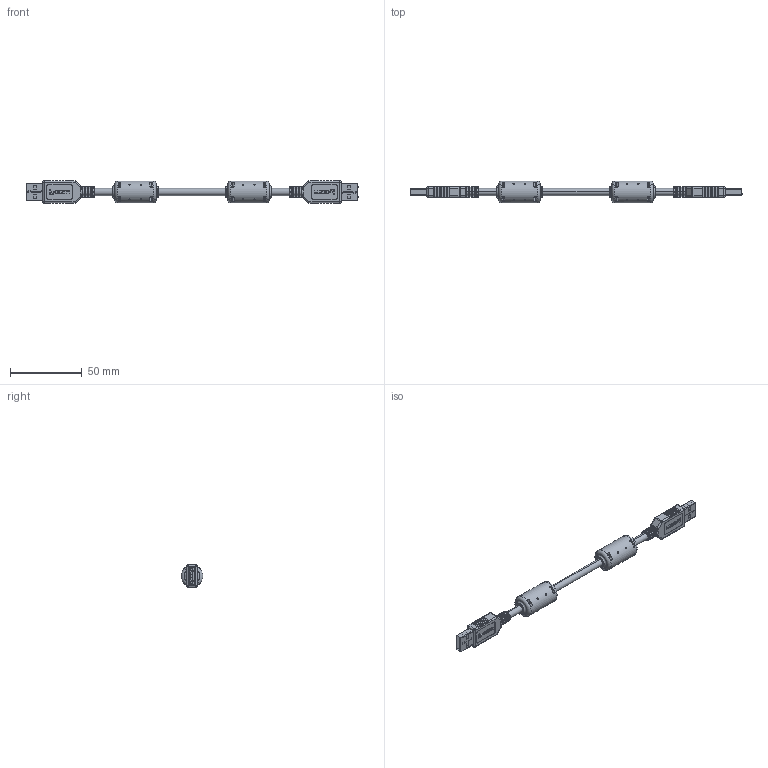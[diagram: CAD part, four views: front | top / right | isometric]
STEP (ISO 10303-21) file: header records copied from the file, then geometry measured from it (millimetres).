
FILE_DESCRIPTION (( 'STEP AP214' ), '1' );
FILE_NAME ('U2A00015.STEP', '2018-08-01T13:06:55', ( '' ), ( '' ), 'SwSTEP 2.0', 'SolidWorks 2017', '' );
FILE_SCHEMA (( 'AUTOMOTIVE_DESIGN' ));
Length unit declared in the file: inch
Products named in the file (11): 1AA05-003-MA1; 1AA05-003-MA2_CRIMPED; 3AB06-025_NEW LOGO; MTN-241; 1AA05-003-MA4; 1AA05-003_CRIMPED; MTN-151_NEW LOGO; 1AA05-003-MA5; U2A00015; U2A00015-MA1; 1AA05-003-MA3
Assembly tree (15 placements, depth 4):
  U2A00015
    U2A00015-MA1
    3AB06-025_NEW LOGO  x2
      1AA05-003_CRIMPED
        1AA05-003-MA1
        1AA05-003-MA2_CRIMPED
        1AA05-003-MA3
        1AA05-003-MA4  x4
        1AA05-003-MA5
      MTN-151_NEW LOGO
    MTN-241  x2
Bounding box: 232 x 15.18 x 15.7 mm (x, y, z)
Volume: 17822.9 mm3; surface area: 19549.8 mm2
Topology: 23 solids, 23 shells, 1688 faces, 4492 edges, 2844 vertices
Faces by surface type: plane 1022, cylinder 490, bspline 80, sphere 76, torus 20
Entity records: 26604 total; most frequent: CARTESIAN_POINT 6239, ORIENTED_EDGE 4230, DIRECTION 4013, EDGE_CURVE 2115, LINE 1441, VECTOR 1441, VERTEX_POINT 1364, AXIS2_PLACEMENT_3D 1286
